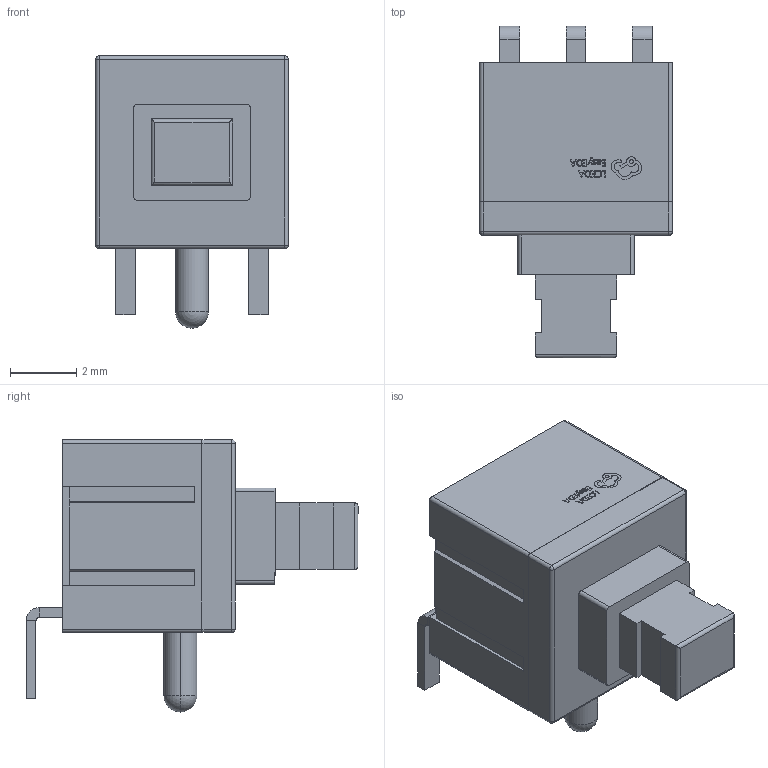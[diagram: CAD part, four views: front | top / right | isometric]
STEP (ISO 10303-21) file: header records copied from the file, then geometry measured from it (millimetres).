
FILE_DESCRIPTION (( 'STEP AP214' ), '1' );
FILE_NAME ('SW-TH_TK-6580B-2.step', '2022-07-26T17:50:44', ( '' ), ( '' ), 'SwSTEP 2.0', 'SolidWorks 2020', '' );
FILE_SCHEMA (( 'AUTOMOTIVE_DESIGN' ));
Length unit declared in the file: millimetre
Products named in the file (1): SW-TH_TK-6580B-2
Bounding box: 5.8 x 10 x 8.2 mm (x, y, z)
Volume: 200.7 mm3; surface area: 349.7 mm2
Topology: 17 solids, 17 shells, 408 faces, 1056 edges, 687 vertices
Faces by surface type: plane 262, bspline 112, cylinder 28, sphere 6
Entity records: 17026 total; most frequent: CARTESIAN_POINT 3870, ORIENTED_EDGE 2096, DIRECTION 1417, EDGE_CURVE 1048, VECTOR 723, LINE 723, VERTEX_POINT 685, EDGE_LOOP 431
